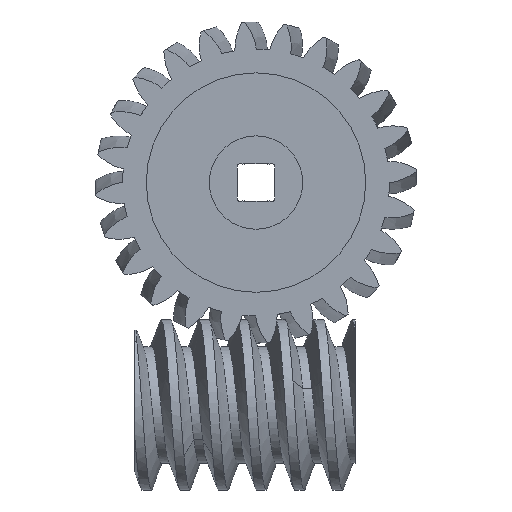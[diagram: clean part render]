
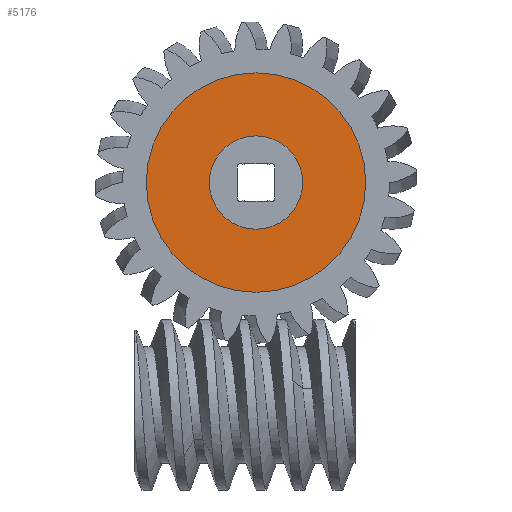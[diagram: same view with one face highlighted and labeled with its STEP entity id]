
A CAD part, left-side view. The second image highlights one B-rep face of the part: STEP entity #5176.
In plain terms, the highlighted face is planar.
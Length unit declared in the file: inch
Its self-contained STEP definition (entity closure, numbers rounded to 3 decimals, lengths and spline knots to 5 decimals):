
#113=FACE_BOUND('',#671,.T.);
#225=PLANE('',#5582);
#396=FACE_OUTER_BOUND('',#670,.T.);
#670=EDGE_LOOP('',(#4325,#4326));
#671=EDGE_LOOP('',(#4327,#4328));
#858=CIRCLE('',#5539,0.15748);
#859=CIRCLE('',#5540,0.15748);
#870=CIRCLE('',#5583,0.37008);
#871=CIRCLE('',#5584,0.37008);
#2311=VERTEX_POINT('',#10211);
#2312=VERTEX_POINT('',#10212);
#2327=VERTEX_POINT('',#10306);
#2328=VERTEX_POINT('',#10307);
#2982=EDGE_CURVE('',#2311,#2312,#858,.T.);
#2984=EDGE_CURVE('',#2312,#2311,#859,.T.);
#3029=EDGE_CURVE('',#2327,#2328,#870,.T.);
#3030=EDGE_CURVE('',#2328,#2327,#871,.T.);
#4325=ORIENTED_EDGE('',*,*,#3029,.F.);
#4326=ORIENTED_EDGE('',*,*,#3030,.F.);
#4327=ORIENTED_EDGE('',*,*,#2982,.F.);
#4328=ORIENTED_EDGE('',*,*,#2984,.F.);
#5176=ADVANCED_FACE('',(#396,#113),#225,.F.);
#5539=AXIS2_PLACEMENT_3D('',#10213,#6469,#6470);
#5540=AXIS2_PLACEMENT_3D('',#10215,#6472,#6473);
#5582=AXIS2_PLACEMENT_3D('',#10305,#6590,#6591);
#5583=AXIS2_PLACEMENT_3D('',#10308,#6592,#6593);
#5584=AXIS2_PLACEMENT_3D('',#10309,#6594,#6595);
#6469=DIRECTION('center_axis',(0.,-1.,0.));
#6470=DIRECTION('ref_axis',(0.,0.,1.));
#6472=DIRECTION('center_axis',(0.,-1.,0.));
#6473=DIRECTION('ref_axis',(0.,0.,1.));
#6590=DIRECTION('center_axis',(0.,1.,0.));
#6591=DIRECTION('ref_axis',(0.,0.,1.));
#6592=DIRECTION('center_axis',(0.,1.,0.));
#6593=DIRECTION('ref_axis',(0.,0.,1.));
#6594=DIRECTION('center_axis',(0.,1.,0.));
#6595=DIRECTION('ref_axis',(0.,0.,1.));
#10211=CARTESIAN_POINT('',(0.,-0.03051,0.15748));
#10212=CARTESIAN_POINT('',(0.,-0.03051,-0.15748));
#10213=CARTESIAN_POINT('Origin',(0.,-0.03051,0.));
#10215=CARTESIAN_POINT('Origin',(0.,-0.03051,0.));
#10305=CARTESIAN_POINT('Origin',(0.,-0.03051,0.));
#10306=CARTESIAN_POINT('',(0.,-0.03051,0.37008));
#10307=CARTESIAN_POINT('',(0.,-0.03051,-0.37008));
#10308=CARTESIAN_POINT('Origin',(0.,-0.03051,0.));
#10309=CARTESIAN_POINT('Origin',(0.,-0.03051,0.));
